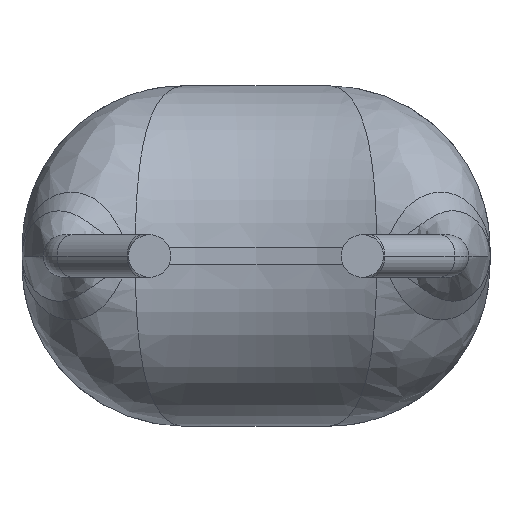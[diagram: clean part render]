
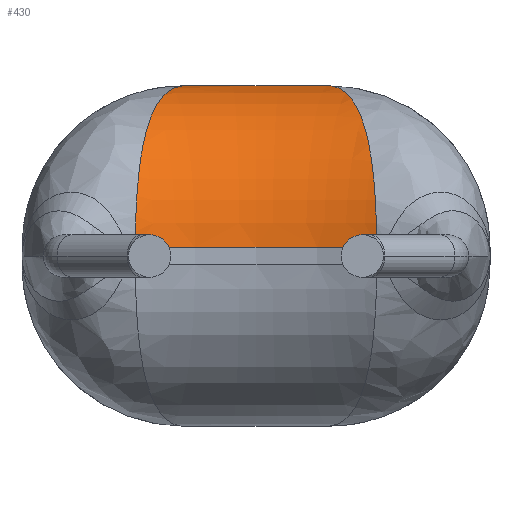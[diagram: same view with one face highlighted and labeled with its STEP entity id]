
A CAD part, front view. The second image highlights one B-rep face of the part: STEP entity #430.
In plain terms, the highlighted toroidal (fillet/blend) face has major radius 6.181 mm and minor radius 1.9 mm.
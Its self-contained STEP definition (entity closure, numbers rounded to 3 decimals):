
#14 = B_SPLINE_CURVE_WITH_KNOTS ( 'NONE', 3,
 ( #2427, #2685, #1595, #319, #1607, #563, #2440, #2020, #150, #138 ),
 .UNSPECIFIED., .F., .F.,
 ( 4, 2, 2, 2, 4 ),
 ( 0., 0.001, 0.002, 0.002, 0.003 ),
 .UNSPECIFIED. ) ;
#71 = CARTESIAN_POINT ( 'NONE',  ( -1.333, 2.228, 1.317 ) ) ;
#138 = CARTESIAN_POINT ( 'NONE',  ( 0.85, 3.841, 2. ) ) ;
#150 = CARTESIAN_POINT ( 'NONE',  ( 0.944, 3.591, 2. ) ) ;
#176 = DIRECTION ( 'NONE',  ( 0., 0., -1. ) ) ;
#234 = VERTEX_POINT ( 'NONE', #821 ) ;
#253 = CARTESIAN_POINT ( 'NONE',  ( -1.419, 1.758, 0.1 ) ) ;
#319 = CARTESIAN_POINT ( 'NONE',  ( 1.366, 2.059, 1.108 ) ) ;
#392 = ORIENTED_EDGE ( 'NONE', *, *, #695, .T. ) ;
#412 = CARTESIAN_POINT ( 'NONE',  ( 0., -2.281, 0.1 ) ) ;
#430 = ADVANCED_FACE ( 'NONE', ( #2229 ), #581, .T. ) ;
#443 = DIRECTION ( 'NONE',  ( -1., 0., 0. ) ) ;
#538 = CARTESIAN_POINT ( 'NONE',  ( -0.85, 3.841, 2. ) ) ;
#563 = CARTESIAN_POINT ( 'NONE',  ( 1.238, 2.628, 1.655 ) ) ;
#581 = TOROIDAL_SURFACE ( 'NONE', #2655, 6.181, 1.9 ) ;
#652 = DIRECTION ( 'NONE',  ( 0., 0., 1. ) ) ;
#695 = EDGE_CURVE ( 'NONE', #2447, #234, #1229, .T. ) ;
#775 = EDGE_CURVE ( 'NONE', #1836, #2227, #14, .T. ) ;
#821 = CARTESIAN_POINT ( 'NONE',  ( -1.419, 1.758, 0.1 ) ) ;
#849 = EDGE_CURVE ( 'NONE', #2447, #2227, #1537, .T. ) ;
#876 = CARTESIAN_POINT ( 'NONE',  ( -1.177, 2.858, 1.784 ) ) ;
#973 = AXIS2_PLACEMENT_3D ( 'NONE', #1194, #2201, #1357 ) ;
#974 = DIRECTION ( 'NONE',  ( -1., 0., 0. ) ) ;
#1041 = ORIENTED_EDGE ( 'NONE', *, *, #775, .T. ) ;
#1099 = CARTESIAN_POINT ( 'NONE',  ( 1.419, 1.758, 0.1 ) ) ;
#1132 = CARTESIAN_POINT ( 'NONE',  ( -1.366, 2.059, 1.108 ) ) ;
#1144 = AXIS2_PLACEMENT_3D ( 'NONE', #412, #652, #443 ) ;
#1194 = CARTESIAN_POINT ( 'NONE',  ( 0., -2.281, 2. ) ) ;
#1229 = B_SPLINE_CURVE_WITH_KNOTS ( 'NONE', 3,
 ( #1517, #2607, #1748, #876, #1970, #71, #1132, #1759, #2579, #253 ),
 .UNSPECIFIED., .F., .F.,
 ( 4, 2, 2, 2, 4 ),
 ( 0., 0.001, 0.002, 0.002, 0.003 ),
 .UNSPECIFIED. ) ;
#1357 = DIRECTION ( 'NONE',  ( -1., 0., 0. ) ) ;
#1517 = CARTESIAN_POINT ( 'NONE',  ( -0.85, 3.841, 2. ) ) ;
#1537 = CIRCLE ( 'NONE', #973, 6.181 ) ;
#1595 = CARTESIAN_POINT ( 'NONE',  ( 1.409, 1.823, 0.633 ) ) ;
#1607 = CARTESIAN_POINT ( 'NONE',  ( 1.333, 2.228, 1.317 ) ) ;
#1748 = CARTESIAN_POINT ( 'NONE',  ( -1.031, 3.338, 1.956 ) ) ;
#1759 = CARTESIAN_POINT ( 'NONE',  ( -1.409, 1.823, 0.633 ) ) ;
#1836 = VERTEX_POINT ( 'NONE', #1099 ) ;
#1845 = EDGE_CURVE ( 'NONE', #1836, #234, #2331, .T. ) ;
#1907 = ORIENTED_EDGE ( 'NONE', *, *, #1845, .F. ) ;
#1970 = CARTESIAN_POINT ( 'NONE',  ( -1.238, 2.628, 1.655 ) ) ;
#2009 = CARTESIAN_POINT ( 'NONE',  ( 0., -2.281, 0.1 ) ) ;
#2020 = CARTESIAN_POINT ( 'NONE',  ( 1.031, 3.338, 1.956 ) ) ;
#2113 = ORIENTED_EDGE ( 'NONE', *, *, #849, .F. ) ;
#2201 = DIRECTION ( 'NONE',  ( 0., 0., -1. ) ) ;
#2227 = VERTEX_POINT ( 'NONE', #2265 ) ;
#2229 = FACE_OUTER_BOUND ( 'NONE', #2340, .T. ) ;
#2265 = CARTESIAN_POINT ( 'NONE',  ( 0.85, 3.841, 2. ) ) ;
#2331 = CIRCLE ( 'NONE', #1144, 4.281 ) ;
#2340 = EDGE_LOOP ( 'NONE', ( #2113, #392, #1907, #1041 ) ) ;
#2427 = CARTESIAN_POINT ( 'NONE',  ( 1.419, 1.758, 0.1 ) ) ;
#2440 = CARTESIAN_POINT ( 'NONE',  ( 1.177, 2.858, 1.784 ) ) ;
#2447 = VERTEX_POINT ( 'NONE', #538 ) ;
#2579 = CARTESIAN_POINT ( 'NONE',  ( -1.419, 1.758, 0.368 ) ) ;
#2607 = CARTESIAN_POINT ( 'NONE',  ( -0.944, 3.591, 2. ) ) ;
#2655 = AXIS2_PLACEMENT_3D ( 'NONE', #2009, #176, #974 ) ;
#2685 = CARTESIAN_POINT ( 'NONE',  ( 1.419, 1.758, 0.368 ) ) ;
